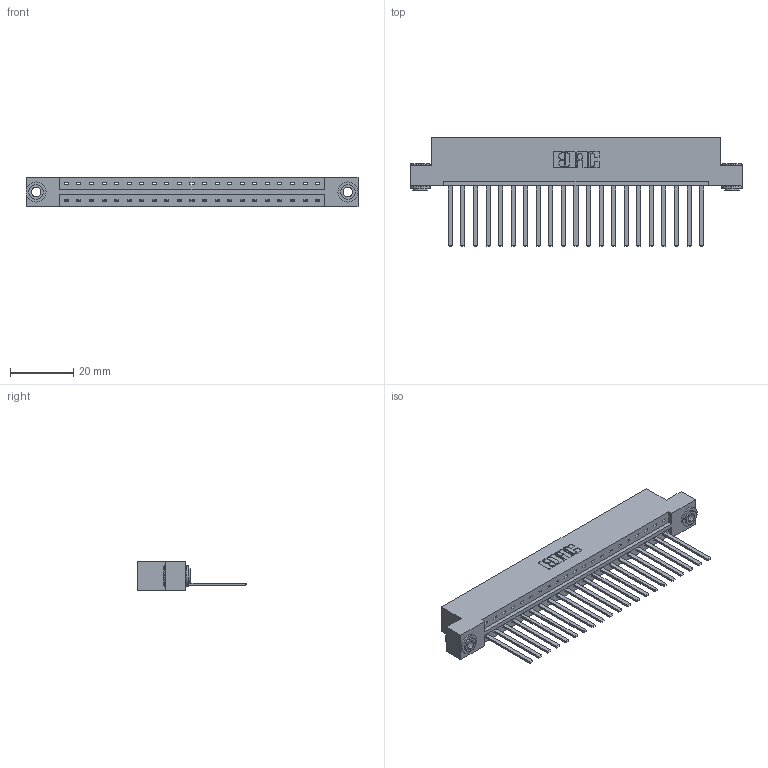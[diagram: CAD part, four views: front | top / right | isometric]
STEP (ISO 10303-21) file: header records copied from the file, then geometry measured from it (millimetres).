
FILE_DESCRIPTION (( 'STEP AP203' ), '1' );
FILE_NAME ('333-021-544-103.STEP', '2018-08-02T01:17:28', ( '' ), ( '' ), 'SwSTEP 2.0', 'SolidWorks 2016', '' );
FILE_SCHEMA (( 'CONFIG_CONTROL_DESIGN' ));
Length unit declared in the file: inch
Products named in the file (4): 333 Part_Flush - .156 Dia - TH; 345-292-001_345-293-144; 345-250-002_345-250-002-102; 333-021-544-103
Assembly tree (24 placements, depth 2):
  333-021-544-103
    333 Part_Flush - .156 Dia - TH
    345-292-001_345-293-144  x21
    345-250-002_345-250-002-102  x2
Bounding box: 104.75 x 34.3 x 9.4 mm (x, y, z)
Volume: 10622.8 mm3; surface area: 12374.6 mm2
Topology: 24 solids, 24 shells, 1244 faces, 3705 edges, 2438 vertices
Faces by surface type: plane 878, cylinder 358, cone 8
Entity records: 16020 total; most frequent: CARTESIAN_POINT 2744, ORIENTED_EDGE 2694, DIRECTION 2387, EDGE_CURVE 1347, VECTOR 1199, LINE 1199, VERTEX_POINT 894, AXIS2_PLACEMENT_3D 594
